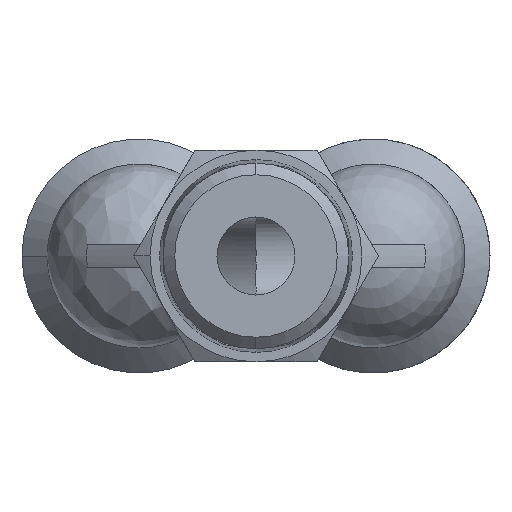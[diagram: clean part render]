
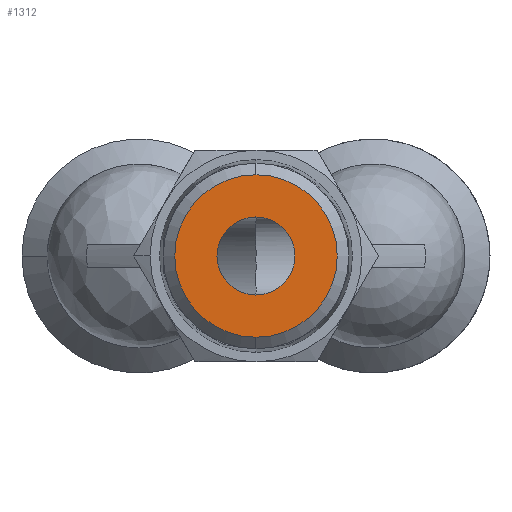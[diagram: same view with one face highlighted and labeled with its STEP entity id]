
A CAD part, front view. The second image highlights one B-rep face of the part: STEP entity #1312.
In plain terms, the highlighted planar face has unit normal (0, -1, 0).
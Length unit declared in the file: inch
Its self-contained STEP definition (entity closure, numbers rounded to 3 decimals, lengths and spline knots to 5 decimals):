
#77 = DIRECTION ( 'NONE',  ( 0., 0., -1. ) ) ;
#119 = DIRECTION ( 'NONE',  ( 0., -1., 0. ) ) ;
#148 = CARTESIAN_POINT ( 'NONE',  ( -0.14352, -0.68898, 0. ) ) ;
#260 = DIRECTION ( 'NONE',  ( 0., -1., 0. ) ) ;
#331 = AXIS2_PLACEMENT_3D ( 'NONE', #148, #119, #77 ) ;
#415 = PLANE ( 'NONE',  #331 ) ;
#907 = CIRCLE ( 'NONE', #3903, 0.1378 ) ;
#934 = AXIS2_PLACEMENT_3D ( 'NONE', #3336, #260, #3839 ) ;
#1312 = ADVANCED_FACE ( 'NONE', ( #1744, #1675 ), #415, .T. ) ;
#1380 = CARTESIAN_POINT ( 'NONE',  ( 0., -0.68898, 0. ) ) ;
#1584 = CARTESIAN_POINT ( 'NONE',  ( 0., -0.68898, 0. ) ) ;
#1675 = FACE_OUTER_BOUND ( 'NONE', #5565, .T. ) ;
#1744 = FACE_BOUND ( 'NONE', #5731, .T. ) ;
#1895 = DIRECTION ( 'NONE',  ( 0., 0., 1. ) ) ;
#2109 = DIRECTION ( 'NONE',  ( -1., 0., 0. ) ) ;
#2350 = ORIENTED_EDGE ( 'NONE', *, *, #4452, .T. ) ;
#2747 = CARTESIAN_POINT ( 'NONE',  ( 0., -0.68898, 0. ) ) ;
#3197 = EDGE_CURVE ( 'NONE', #3972, #6243, #907, .T. ) ;
#3270 = DIRECTION ( 'NONE',  ( -1., 0., 0. ) ) ;
#3279 = CIRCLE ( 'NONE', #5706, 0.28703 ) ;
#3336 = CARTESIAN_POINT ( 'NONE',  ( 0., -0.68898, 0. ) ) ;
#3520 = CARTESIAN_POINT ( 'NONE',  ( 0.1378, -0.68898, 0. ) ) ;
#3533 = AXIS2_PLACEMENT_3D ( 'NONE', #1584, #5155, #2109 ) ;
#3750 = ORIENTED_EDGE ( 'NONE', *, *, #6472, .T. ) ;
#3770 = CARTESIAN_POINT ( 'NONE',  ( 0., -0.68898, 0.28703 ) ) ;
#3772 = VERTEX_POINT ( 'NONE', #3811 ) ;
#3811 = CARTESIAN_POINT ( 'NONE',  ( 0., -0.68898, -0.28703 ) ) ;
#3839 = DIRECTION ( 'NONE',  ( 0., 0., 1. ) ) ;
#3903 = AXIS2_PLACEMENT_3D ( 'NONE', #2747, #6235, #3270 ) ;
#3972 = VERTEX_POINT ( 'NONE', #3520 ) ;
#4313 = VERTEX_POINT ( 'NONE', #3770 ) ;
#4452 = EDGE_CURVE ( 'NONE', #4313, #3772, #3279, .T. ) ;
#4692 = ORIENTED_EDGE ( 'NONE', *, *, #5505, .T. ) ;
#4730 = CIRCLE ( 'NONE', #934, 0.28703 ) ;
#4970 = DIRECTION ( 'NONE',  ( 0., -1., 0. ) ) ;
#4976 = CARTESIAN_POINT ( 'NONE',  ( -0.1378, -0.68898, 0. ) ) ;
#5155 = DIRECTION ( 'NONE',  ( 0., 1., 0. ) ) ;
#5500 = ORIENTED_EDGE ( 'NONE', *, *, #3197, .T. ) ;
#5505 = EDGE_CURVE ( 'NONE', #3772, #4313, #4730, .T. ) ;
#5565 = EDGE_LOOP ( 'NONE', ( #2350, #4692 ) ) ;
#5587 = CIRCLE ( 'NONE', #3533, 0.1378 ) ;
#5706 = AXIS2_PLACEMENT_3D ( 'NONE', #1380, #4970, #1895 ) ;
#5731 = EDGE_LOOP ( 'NONE', ( #3750, #5500 ) ) ;
#6235 = DIRECTION ( 'NONE',  ( 0., 1., 0. ) ) ;
#6243 = VERTEX_POINT ( 'NONE', #4976 ) ;
#6472 = EDGE_CURVE ( 'NONE', #6243, #3972, #5587, .T. ) ;
